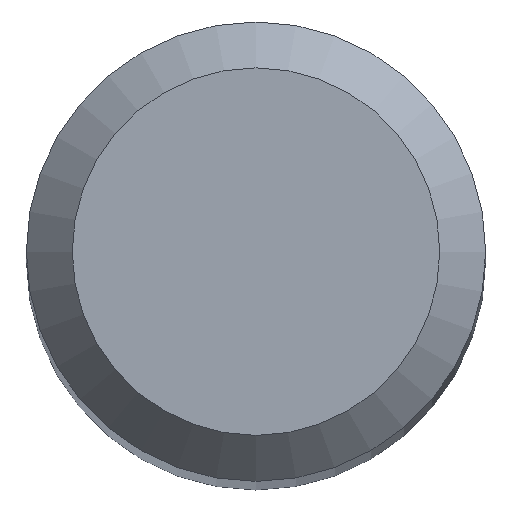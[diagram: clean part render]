
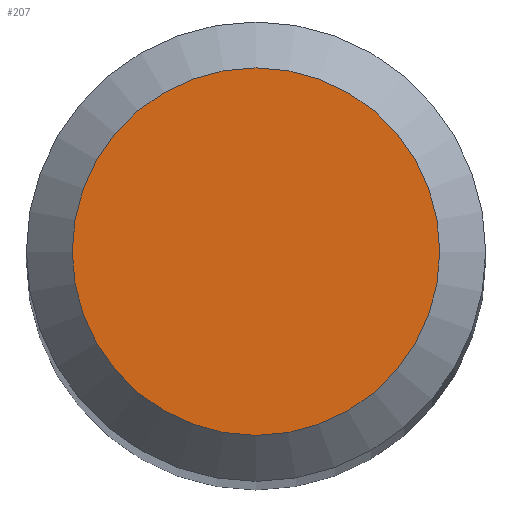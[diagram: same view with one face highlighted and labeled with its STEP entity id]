
A CAD part, top view. The second image highlights one B-rep face of the part: STEP entity #207.
In plain terms, the highlighted planar face has unit normal (0, 0, 1).
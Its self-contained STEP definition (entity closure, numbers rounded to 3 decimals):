
#13 = VERTEX_POINT ( 'NONE', #149 ) ;
#16 = AXIS2_PLACEMENT_3D ( 'NONE', #49, #175, #251 ) ;
#45 = FACE_OUTER_BOUND ( 'NONE', #200, .T. ) ;
#49 = CARTESIAN_POINT ( 'NONE',  ( 0., 0., 50. ) ) ;
#59 = AXIS2_PLACEMENT_3D ( 'NONE', #100, #249, #65 ) ;
#65 = DIRECTION ( 'NONE',  ( 0., 1., 0. ) ) ;
#67 = PLANE ( 'NONE',  #16 ) ;
#100 = CARTESIAN_POINT ( 'NONE',  ( 0., 0., 50. ) ) ;
#149 = CARTESIAN_POINT ( 'NONE',  ( 0., 1.2, 50. ) ) ;
#171 = EDGE_CURVE ( 'NONE', #13, #13, #259, .T. ) ;
#175 = DIRECTION ( 'NONE',  ( 0., 0., -1. ) ) ;
#200 = EDGE_LOOP ( 'NONE', ( #201 ) ) ;
#201 = ORIENTED_EDGE ( 'NONE', *, *, #171, .F. ) ;
#207 = ADVANCED_FACE ( 'NONE', ( #45 ), #67, .F. ) ;
#249 = DIRECTION ( 'NONE',  ( 0., 0., -1. ) ) ;
#251 = DIRECTION ( 'NONE',  ( 0., 1., 0. ) ) ;
#259 = CIRCLE ( 'NONE', #59, 1.2 ) ;
